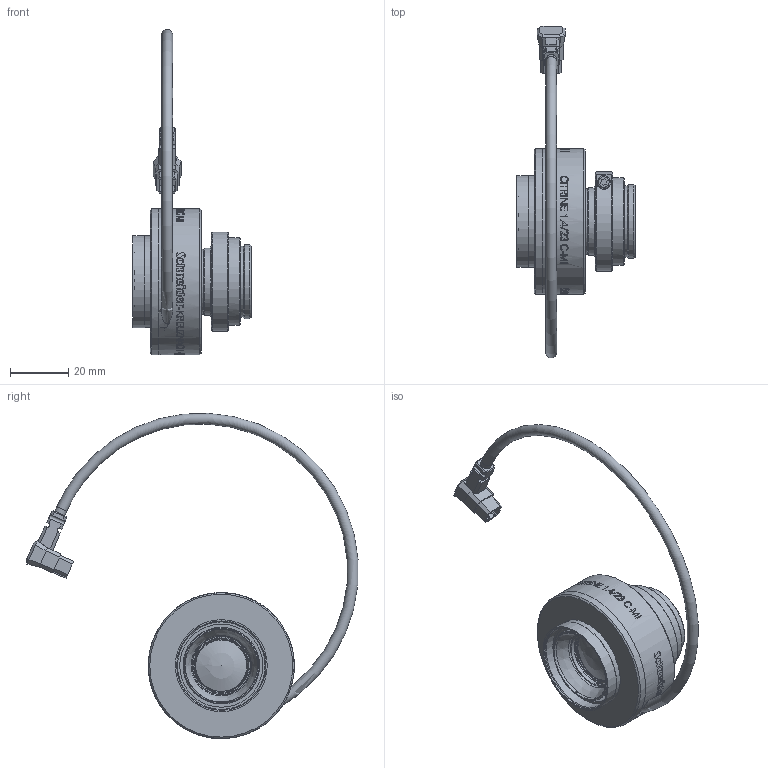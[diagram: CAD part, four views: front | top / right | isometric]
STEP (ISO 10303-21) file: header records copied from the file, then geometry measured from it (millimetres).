
FILE_DESCRIPTION(/* description */ (''),/* implementation_level */ '2;1');
FILE_NAME(/* name */ '1061452_00165484_001.stp',/* time_stamp */ '2021-10-19T10:58:46+02:00',/* author */ (''),/* organization */ (''),/* preprocessor_version */ 'ST-DEVELOPER v16',/* originating_system */ 'SIEMENS PLM Software NX 10.0',/* authorisation */ '');
FILE_SCHEMA (('AP203_CONFIGURATION_CONTROLLED_3D_DESIGN_OF_MECHANICAL_PARTS_AND_ASSEMBLIES_MIM_LF { 1 0 10303 403 2 1 2}'));
Length unit declared in the file: millimetre
Products named in the file (1): Froe01707FCD7pcs
Bounding box: 40.62 x 113.74 x 111.43 mm (x, y, z)
Volume: 46612.8 mm3; surface area: 20050 mm2
Topology: 1 solids, 12 shells, 579 faces, 1899 edges, 1481 vertices
Faces by surface type: plane 289, cylinder 220, cone 52, torus 12, sphere 6
Full cylindrical faces by diameter (mm): 0.5 x4, 1 x2, 1.1 x1, 1.7 x6, 1.8 x3, 1.9 x3, 2.5 x2, 2.7 x6, 2.8 x1, 3.7 x1, 4 x2, 4.5 x1, 13.8 x1, 18 x1, 18.956 x1, 19 x1, 19.5 x1, 19.8 x3, 20 x1, 20.8 x1, 22.3 x1, 22.5 x2, 23 x1, 24.4 x1, 24.781 x1, 24.9 x1, 25.4 x1, 26.2 x1, 28.5 x1, 30 x2
Entity records: 22809 total; most frequent: CARTESIAN_POINT 7250, ORIENTED_EDGE 3495, DIRECTION 2523, EDGE_CURVE 1750, VERTEX_POINT 1436, AXIS2_PLACEMENT_3D 936, EDGE_LOOP 868, B_SPLINE_CURVE_WITH_KNOTS 743
